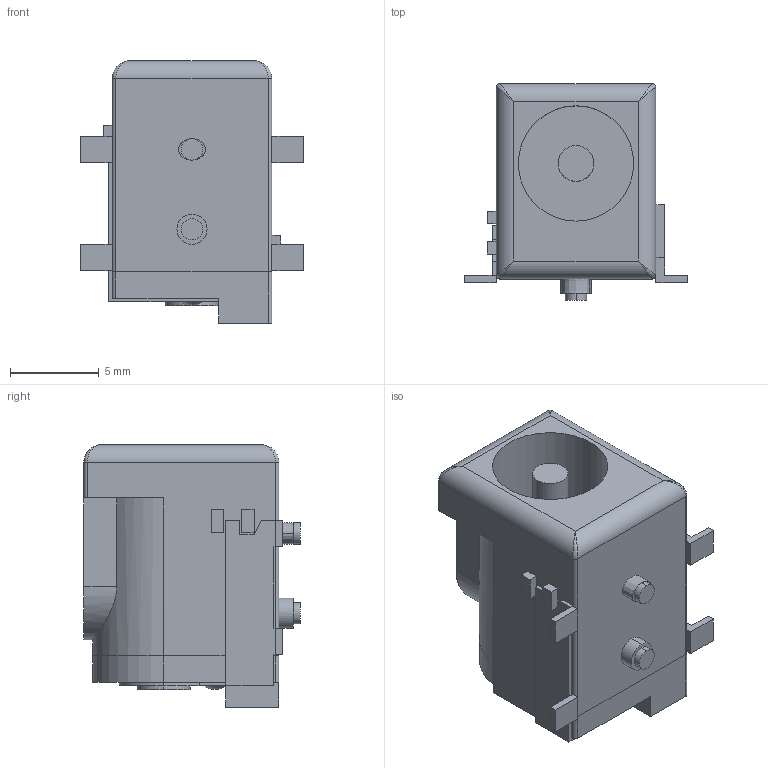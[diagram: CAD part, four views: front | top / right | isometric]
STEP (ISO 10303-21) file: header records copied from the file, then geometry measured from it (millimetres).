
FILE_DESCRIPTION((''),'2;1');
FILE_NAME('PJ-002AH-SMT','2015-06-24T',('SYSTEM'),(''),'PRO/ENGINEER BY PARAMETRIC TECHNOLOGY CORPORATION, 2015110','PRO/ENGINEER BY PARAMETRIC TECHNOLOGY CORPORATION, 2015110','');
FILE_SCHEMA(('AUTOMOTIVE_DESIGN { 1 0 10303 214 1 1 1 1 }'));
Length unit declared in the file: millimetre
Products named in the file (1): PJ-002AH-SMT
Bounding box: 12.6 x 12.2 x 14.8 mm (x, y, z)
Volume: 1231.1 mm3; surface area: 1316.4 mm2
Topology: 7 solids, 7 shells, 126 faces, 304 edges, 193 vertices
Faces by surface type: plane 90, cylinder 28, bspline 4, extrusion 2, sphere 2
Entity records: 5002 total; most frequent: CARTESIAN_POINT 1169, ORIENTED_EDGE 596, DIRECTION 577, EDGE_CURVE 298, VECTOR 231, LINE 229, VERTEX_POINT 193, AXIS2_PLACEMENT_3D 173
